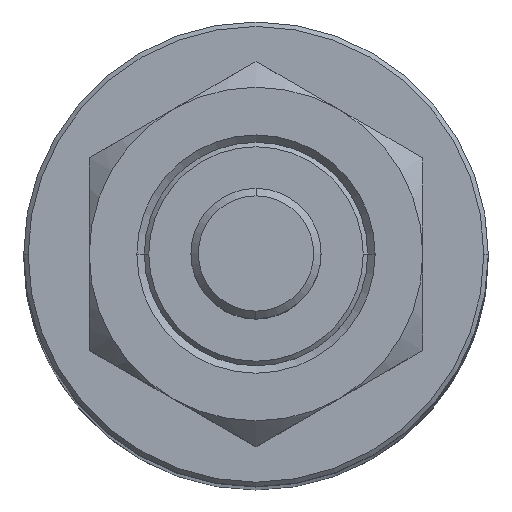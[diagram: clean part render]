
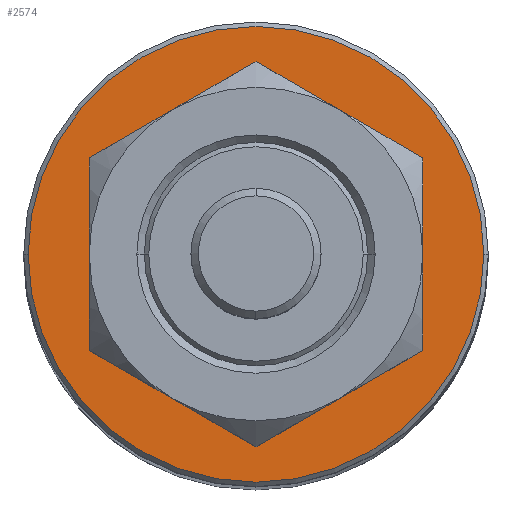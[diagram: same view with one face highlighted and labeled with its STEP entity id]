
A CAD part, top view. The second image highlights one B-rep face of the part: STEP entity #2574.
In plain terms, the highlighted face is planar.
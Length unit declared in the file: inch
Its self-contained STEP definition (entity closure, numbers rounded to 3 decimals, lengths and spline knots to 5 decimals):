
#62 = FACE_OUTER_BOUND ( 'NONE', #1746, .T. ) ;
#118 = EDGE_CURVE ( 'NONE', #1293, #741, #2049, .T. ) ;
#129 = DIRECTION ( 'NONE',  ( -1., 0., 0. ) ) ;
#130 = CIRCLE ( 'NONE', #463, 0.37375 ) ;
#187 = VERTEX_POINT ( 'NONE', #2625 ) ;
#208 = CARTESIAN_POINT ( 'NONE',  ( 0.88, 0.765, 0. ) ) ;
#463 = AXIS2_PLACEMENT_3D ( 'NONE', #1459, #129, #1676 ) ;
#530 = DIRECTION ( 'NONE',  ( -1., 0., 0. ) ) ;
#570 = DIRECTION ( 'NONE',  ( -1., 0., 0. ) ) ;
#623 = CARTESIAN_POINT ( 'NONE',  ( 0.88, 0., 0. ) ) ;
#628 = AXIS2_PLACEMENT_3D ( 'NONE', #623, #2168, #849 ) ;
#741 = VERTEX_POINT ( 'NONE', #2260 ) ;
#819 = ORIENTED_EDGE ( 'NONE', *, *, #2013, .F. ) ;
#849 = DIRECTION ( 'NONE',  ( 0., 0., 1. ) ) ;
#880 = PLANE ( 'NONE',  #2128 ) ;
#930 = CIRCLE ( 'NONE', #1406, 0.37375 ) ;
#1063 = CARTESIAN_POINT ( 'NONE',  ( 0.88, 0., 0.765 ) ) ;
#1094 = DIRECTION ( 'NONE',  ( 0., 0., -1. ) ) ;
#1165 = FACE_BOUND ( 'NONE', #1286, .T. ) ;
#1283 = EDGE_CURVE ( 'NONE', #741, #1293, #2797, .T. ) ;
#1286 = EDGE_LOOP ( 'NONE', ( #819, #2187 ) ) ;
#1293 = VERTEX_POINT ( 'NONE', #1063 ) ;
#1406 = AXIS2_PLACEMENT_3D ( 'NONE', #1853, #530, #2073 ) ;
#1459 = CARTESIAN_POINT ( 'NONE',  ( 0.88, 0., 0. ) ) ;
#1467 = VERTEX_POINT ( 'NONE', #2537 ) ;
#1495 = AXIS2_PLACEMENT_3D ( 'NONE', #1889, #570, #2110 ) ;
#1676 = DIRECTION ( 'NONE',  ( 0., 0., 1. ) ) ;
#1746 = EDGE_LOOP ( 'NONE', ( #2076, #2304 ) ) ;
#1853 = CARTESIAN_POINT ( 'NONE',  ( 0.88, 0., 0. ) ) ;
#1889 = CARTESIAN_POINT ( 'NONE',  ( 0.88, 0., 0. ) ) ;
#1895 = EDGE_CURVE ( 'NONE', #1467, #187, #930, .T. ) ;
#2013 = EDGE_CURVE ( 'NONE', #187, #1467, #130, .T. ) ;
#2049 = CIRCLE ( 'NONE', #1495, 0.765 ) ;
#2073 = DIRECTION ( 'NONE',  ( 0., 0., 1. ) ) ;
#2076 = ORIENTED_EDGE ( 'NONE', *, *, #1283, .T. ) ;
#2110 = DIRECTION ( 'NONE',  ( 0., 0., 1. ) ) ;
#2128 = AXIS2_PLACEMENT_3D ( 'NONE', #208, #2430, #1094 ) ;
#2168 = DIRECTION ( 'NONE',  ( -1., 0., 0. ) ) ;
#2187 = ORIENTED_EDGE ( 'NONE', *, *, #1895, .F. ) ;
#2260 = CARTESIAN_POINT ( 'NONE',  ( 0.88, 0., -0.765 ) ) ;
#2304 = ORIENTED_EDGE ( 'NONE', *, *, #118, .T. ) ;
#2430 = DIRECTION ( 'NONE',  ( 1., 0., 0. ) ) ;
#2537 = CARTESIAN_POINT ( 'NONE',  ( 0.88, 0., -0.37375 ) ) ;
#2574 = ADVANCED_FACE ( 'NONE', ( #62, #1165 ), #880, .F. ) ;
#2625 = CARTESIAN_POINT ( 'NONE',  ( 0.88, 0., 0.37375 ) ) ;
#2797 = CIRCLE ( 'NONE', #628, 0.765 ) ;
